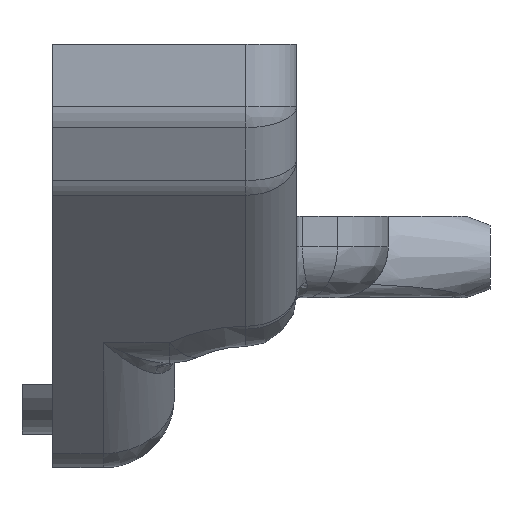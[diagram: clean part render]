
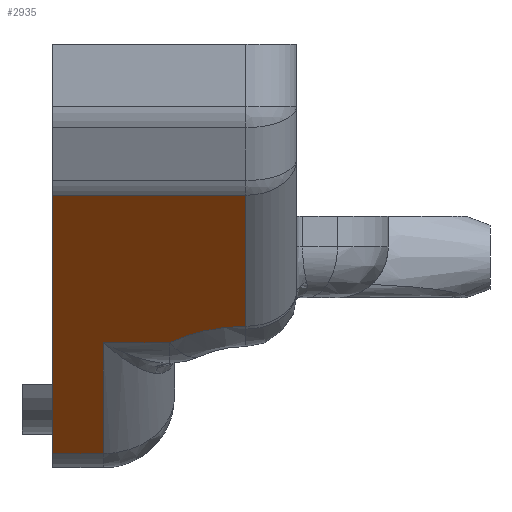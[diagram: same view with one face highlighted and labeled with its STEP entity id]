
A CAD part, left-side view. The second image highlights one B-rep face of the part: STEP entity #2935.
In plain terms, the highlighted planar face has unit normal (-0.701, 0, -0.713).
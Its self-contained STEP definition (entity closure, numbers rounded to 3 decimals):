
#76=ELLIPSE('',#3204,14.881,14.);
#440=FACE_OUTER_BOUND('',#611,.T.);
#611=EDGE_LOOP('',(#2538,#2539,#2540,#2541,#2542,#2543,#2544));
#827=LINE('',#4471,#1063);
#865=LINE('',#5992,#1101);
#866=LINE('',#6025,#1102);
#867=LINE('',#6027,#1103);
#868=LINE('',#6028,#1104);
#869=LINE('',#6030,#1105);
#1063=VECTOR('',#3624,10.);
#1101=VECTOR('',#3860,10.);
#1102=VECTOR('',#3875,10.);
#1103=VECTOR('',#3876,10.);
#1104=VECTOR('',#3877,10.);
#1105=VECTOR('',#3878,10.);
#1282=VERTEX_POINT('',#4468);
#1283=VERTEX_POINT('',#4470);
#1323=VERTEX_POINT('',#4971);
#1390=VERTEX_POINT('',#5989);
#1391=VERTEX_POINT('',#5991);
#1393=VERTEX_POINT('',#6026);
#1394=VERTEX_POINT('',#6029);
#1618=EDGE_CURVE('',#1282,#1283,#827,.T.);
#1790=EDGE_CURVE('',#1390,#1391,#865,.T.);
#1796=EDGE_CURVE('',#1390,#1283,#866,.T.);
#1797=EDGE_CURVE('',#1393,#1282,#867,.T.);
#1798=EDGE_CURVE('',#1323,#1393,#868,.T.);
#1799=EDGE_CURVE('',#1394,#1323,#869,.T.);
#1800=EDGE_CURVE('',#1391,#1394,#76,.T.);
#2538=ORIENTED_EDGE('',*,*,#1790,.F.);
#2539=ORIENTED_EDGE('',*,*,#1796,.T.);
#2540=ORIENTED_EDGE('',*,*,#1618,.F.);
#2541=ORIENTED_EDGE('',*,*,#1797,.F.);
#2542=ORIENTED_EDGE('',*,*,#1798,.F.);
#2543=ORIENTED_EDGE('',*,*,#1799,.F.);
#2544=ORIENTED_EDGE('',*,*,#1800,.F.);
#2793=PLANE('',#3203);
#2935=ADVANCED_FACE('',(#440),#2793,.T.);
#3203=AXIS2_PLACEMENT_3D('',#6024,#3873,#3874);
#3204=AXIS2_PLACEMENT_3D('',#6031,#3879,#3880);
#3624=DIRECTION('',(-0.713,0.,0.701));
#3860=DIRECTION('',(0.713,0.,-0.701));
#3873=DIRECTION('center_axis',(-0.701,0.,-0.713));
#3874=DIRECTION('ref_axis',(-0.713,0.,0.701));
#3875=DIRECTION('',(0.,1.,0.));
#3876=DIRECTION('',(0.,1.,0.));
#3877=DIRECTION('',(0.713,0.,-0.701));
#3878=DIRECTION('',(0.,1.,0.));
#3879=DIRECTION('center_axis',(-0.701,0.,-0.713));
#3880=DIRECTION('ref_axis',(-0.713,0.,0.701));
#4468=CARTESIAN_POINT('',(5.146,33.,-15.31));
#4470=CARTESIAN_POINT('',(-20.698,33.,10.083));
#4471=CARTESIAN_POINT('',(0.505,33.,-10.75));
#4971=CARTESIAN_POINT('',(-5.932,28.,-4.425));
#5989=CARTESIAN_POINT('',(-20.698,14.,10.083));
#5991=CARTESIAN_POINT('',(-7.591,14.,-2.795));
#5992=CARTESIAN_POINT('',(-8.934,14.,-1.476));
#6024=CARTESIAN_POINT('Origin',(5.146,21.,-15.31));
#6025=CARTESIAN_POINT('',(-20.698,21.,10.083));
#6026=CARTESIAN_POINT('',(5.146,28.,-15.31));
#6027=CARTESIAN_POINT('',(5.146,21.,-15.31));
#6028=CARTESIAN_POINT('',(-14.862,28.,4.349));
#6029=CARTESIAN_POINT('',(-5.932,21.515,-4.425));
#6030=CARTESIAN_POINT('',(-5.932,21.,-4.425));
#6031=CARTESIAN_POINT('Origin',(3.023,14.,-13.224));
